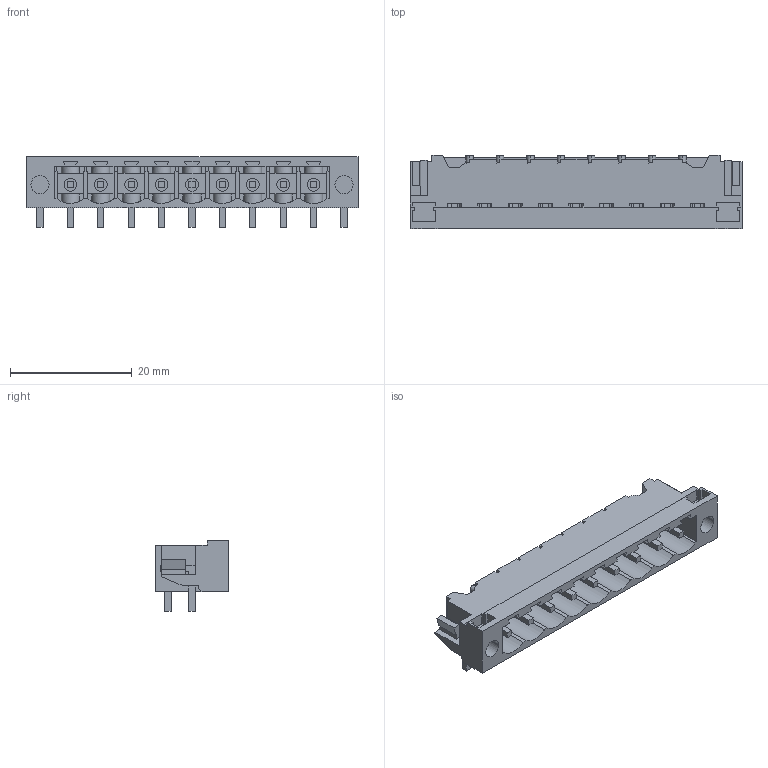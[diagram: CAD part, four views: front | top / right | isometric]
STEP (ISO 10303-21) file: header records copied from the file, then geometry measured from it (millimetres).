
FILE_DESCRIPTION(('CATIA V5 STEP Exchange','CAx-IF Rec.Pracs.--- Model Styling and Organization---1.2---2011-12-15'),'2;1');
FILE_NAME ('7601250_2_1840420000_1840420000.stp','2018-03-08T09:43:58+00:00',('none'),('Weidmueller'),'CATIA Version 5-6 Release 2014','CATIA V5 STEP AP214','none');
FILE_SCHEMA(('AUTOMOTIVE_DESIGN { 1 0 10303 214 1 1 1 1 }'));
Length unit declared in the file: millimetre
Products named in the file (1): 1840420000
Bounding box: 54.6 x 12 x 11.63 mm (x, y, z)
Volume: 2127.2 mm3; surface area: 4801.9 mm2
Topology: 12 solids, 12 shells, 677 faces, 2092 edges, 1422 vertices
Faces by surface type: plane 568, cylinder 109
Entity records: 21882 total; most frequent: CARTESIAN_POINT 4325, ORIENTED_EDGE 4184, DIRECTION 2811, EDGE_CURVE 2092, VECTOR 1767, LINE 1767, VERTEX_POINT 1422, EDGE_LOOP 700
